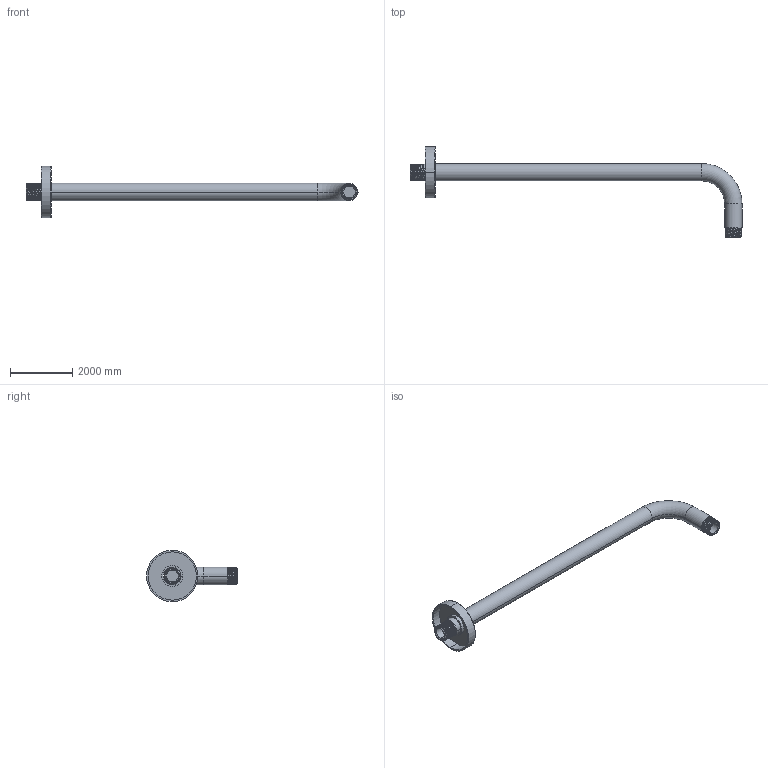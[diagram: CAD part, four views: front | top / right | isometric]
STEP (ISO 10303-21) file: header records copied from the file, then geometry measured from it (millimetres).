
FILE_DESCRIPTION((''),'2;1');
FILE_NAME('21400','2019-02-19T',('MQ'),(''),'PRO/ENGINEER BY PARAMETRIC TECHNOLOGY CORPORATION, 2012130','PRO/ENGINEER BY PARAMETRIC TECHNOLOGY CORPORATION, 2012130','');
FILE_SCHEMA(('CONFIG_CONTROL_DESIGN'));
Length unit declared in the file: inch
Products named in the file (1): 21400
Bounding box: 10668 x 2921 x 1651 mm (x, y, z)
Volume: 3005189762.2 mm3; surface area: 30368141.3 mm2
Topology: 2 solids, 2 shells, 83 faces, 198 edges, 125 vertices
Faces by surface type: cylinder 47, bspline 14, plane 10, cone 8, torus 4
Entity records: 4786 total; most frequent: CARTESIAN_POINT 2987, ORIENTED_EDGE 396, DIRECTION 302, EDGE_CURVE 198, VERTEX_POINT 125, AXIS2_PLACEMENT_3D 120, EDGE_LOOP 91, B_SPLINE_CURVE_WITH_KNOTS 85
